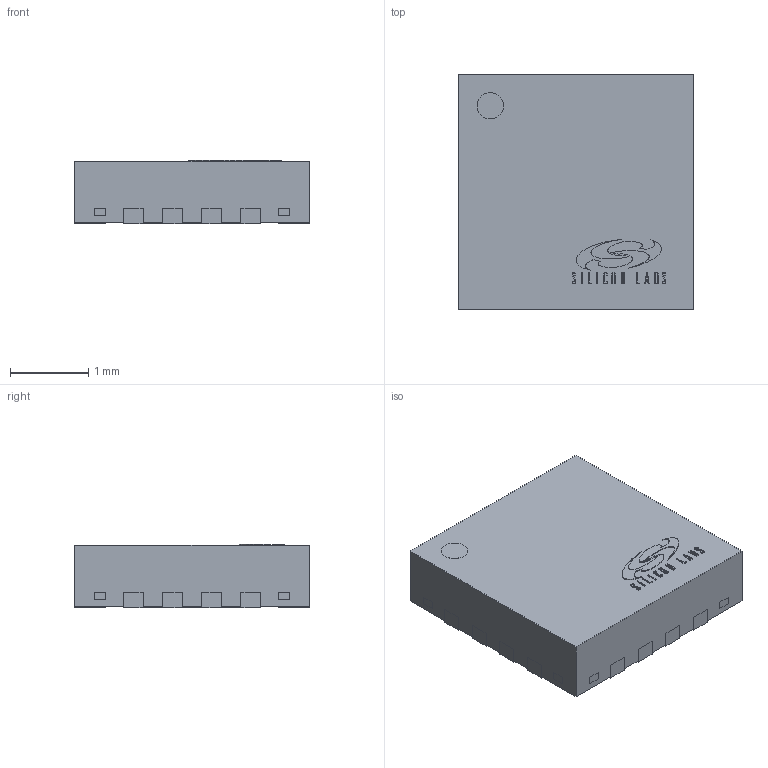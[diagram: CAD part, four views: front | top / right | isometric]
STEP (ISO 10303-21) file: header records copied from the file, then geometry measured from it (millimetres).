
FILE_DESCRIPTION(('FreeCAD Model'),'2;1');
FILE_NAME('Silicon Labs CP2102N-A02-GQFN20.step', '2021-05-10T23:16:47',('Author'),(''), 'Open CASCADE STEP processor 7.2','FreeCAD','Unknown');
FILE_SCHEMA(('AUTOMOTIVE_DESIGN { 1 0 10303 214 1 1 1 1 }'));
Length unit declared in the file: millimetre
Products named in the file (4): dot; logo; base; pins
Bounding box: 3 x 3 x 0.81 mm (x, y, z)
Volume: 7.1 mm3; surface area: 48.3 mm2
Topology: 35 solids, 35 shells, 547 faces, 1444 edges, 960 vertices
Faces by surface type: plane 265, bspline 221, cylinder 61
Full cylindrical faces by diameter (mm): 0.337 x1
Entity records: 16891 total; most frequent: CARTESIAN_POINT 4706, ORIENTED_EDGE 2880, DIRECTION 1625, EDGE_CURVE 1440, VERTEX_POINT 960, LINE 727, VECTOR 727, B_SPLINE_CURVE_WITH_KNOTS 591
